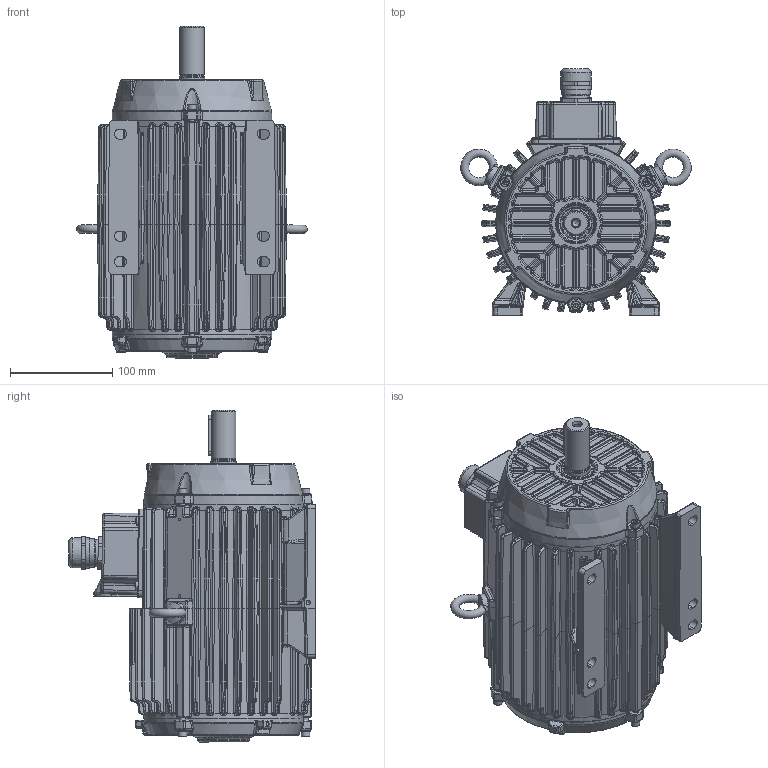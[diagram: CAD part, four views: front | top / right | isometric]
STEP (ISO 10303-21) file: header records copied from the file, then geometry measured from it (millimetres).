
FILE_DESCRIPTION(/* description */ (''),/* implementation_level */ '2;1');
FILE_NAME(/* name */ '652191801.stp',/* time_stamp */ '2023-01-23T11:36:16+03:00',/* author */ (''),/* organization */ (''),/* preprocessor_version */ 'ST-DEVELOPER v16',/* originating_system */ 'SIEMENS PLM Software NX 11.0',/* authorisation */ '');
FILE_SCHEMA (('AUTOMOTIVE_DESIGN { 1 0 10303 214 3 1 1 1 }'));
Products named in the file (1): 26032C0836B7xhhd
Bounding box: 225.88 x 241.78 x 325.3 mm (x, y, z)
Surface area: 447271.7 mm2 (no closed solid volume)
Topology: 0 solids, 44 shells, 4021 faces, 10288 edges, 5988 vertices
Faces by surface type: bspline 1536, cylinder 976, plane 751, torus 421, sphere 173, cone 164
Full cylindrical faces by diameter (mm): 2.5 x2, 4.2 x3, 5 x6, 6.8 x1, 8 x4, 8.28 x6, 8.4 x1, 18 x1, 20 x3, 23.4 x1, 24 x1, 25 x1, 26.619 x1, 28.143 x1, 29.591 x2, 32 x1, 62 x2
Entity records: 160861 total; most frequent: CARTESIAN_POINT 74872, ORIENTED_EDGE 18684, DIRECTION 16315, EDGE_CURVE 9969, AXIS2_PLACEMENT_3D 6949, VERTEX_POINT 5946, EDGE_LOOP 4223, ADVANCED_FACE 4021
